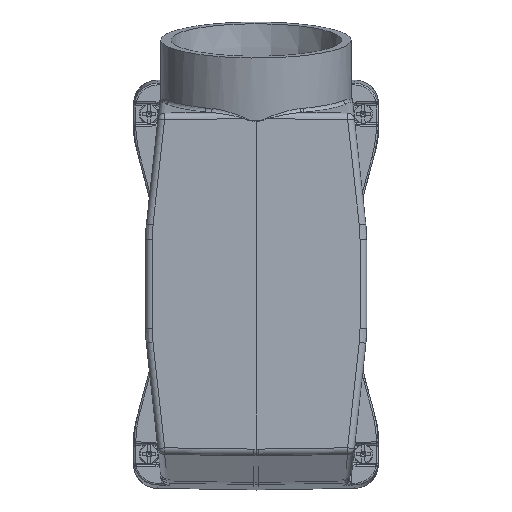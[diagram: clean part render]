
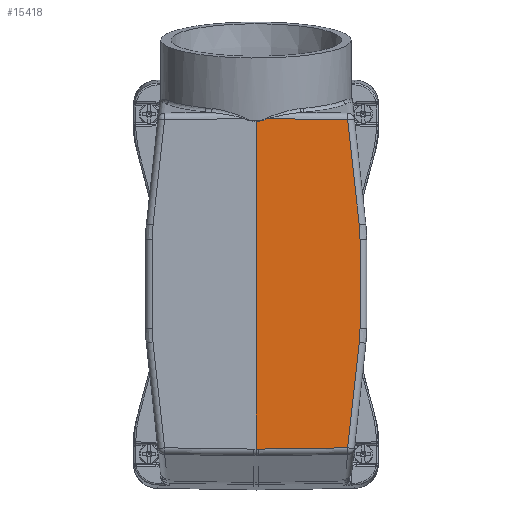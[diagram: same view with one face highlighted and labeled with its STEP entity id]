
A CAD part, top view. The second image highlights one B-rep face of the part: STEP entity #15418.
In plain terms, the highlighted planar face has unit normal (0.018, 0, 1).
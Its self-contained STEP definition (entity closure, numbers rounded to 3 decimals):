
#15355=AXIS2_PLACEMENT_3D('Plane Axis2P3D',#15352,#15353,#15354) ;
#10068=CARTESIAN_POINT('Line Origine',(61.551,-0.249,92.584)) ;
#10072=CARTESIAN_POINT('Vertex',(66.329,43.233,92.5)) ;
#10074=CARTESIAN_POINT('Vertex',(62.928,12.284,92.56)) ;
#10596=CARTESIAN_POINT('Vertex',(62.928,108.704,92.56)) ;
#10599=CARTESIAN_POINT('Line Origine',(66.551,75.738,92.496)) ;
#10603=CARTESIAN_POINT('Vertex',(66.329,77.755,92.5)) ;
#14496=CARTESIAN_POINT('Vertex',(36.022,11.904,93.029)) ;
#14526=CARTESIAN_POINT('Vertex',(36.022,108.293,93.029)) ;
#14572=CARTESIAN_POINT('Line Origine',(36.022,60.098,93.029)) ;
#14633=CARTESIAN_POINT('Control Point',(36.702,11.905,93.017)) ;
#14634=CARTESIAN_POINT('Control Point',(36.475,11.902,93.021)) ;
#14635=CARTESIAN_POINT('Control Point',(36.248,11.903,93.025)) ;
#14636=CARTESIAN_POINT('Control Point',(36.022,11.904,93.029)) ;
#14637=CARTESIAN_POINT('Vertex',(36.702,11.905,93.017)) ;
#15332=CARTESIAN_POINT('Control Point',(66.329,43.233,92.5)) ;
#15333=CARTESIAN_POINT('Control Point',(66.48,44.611,92.498)) ;
#15334=CARTESIAN_POINT('Control Point',(66.556,45.998,92.496)) ;
#15335=CARTESIAN_POINT('Control Point',(66.556,47.384,92.496)) ;
#15336=CARTESIAN_POINT('Vertex',(66.556,47.384,92.496)) ;
#15352=CARTESIAN_POINT('Axis2P3D Location',(36.022,63.726,93.029)) ;
#15358=CARTESIAN_POINT('Control Point',(36.52,108.272,93.021)) ;
#15359=CARTESIAN_POINT('Control Point',(37.111,108.274,93.01)) ;
#15360=CARTESIAN_POINT('Control Point',(37.701,108.355,93.)) ;
#15361=CARTESIAN_POINT('Control Point',(38.284,108.515,92.99)) ;
#15362=CARTESIAN_POINT('Control Point',(38.855,108.746,92.98)) ;
#15363=CARTESIAN_POINT('Control Point',(39.41,109.04,92.97)) ;
#15364=CARTESIAN_POINT('Control Point',(39.411,109.041,92.97)) ;
#15365=CARTESIAN_POINT('Control Point',(39.413,109.042,92.97)) ;
#15366=CARTESIAN_POINT('Control Point',(39.414,109.042,92.97)) ;
#15367=CARTESIAN_POINT('Vertex',(36.52,108.272,93.021)) ;
#15369=CARTESIAN_POINT('Vertex',(39.414,109.042,92.97)) ;
#15373=CARTESIAN_POINT('Control Point',(36.022,108.293,93.029)) ;
#15374=CARTESIAN_POINT('Control Point',(36.121,108.284,93.028)) ;
#15375=CARTESIAN_POINT('Control Point',(36.221,108.278,93.026)) ;
#15376=CARTESIAN_POINT('Control Point',(36.32,108.274,93.024)) ;
#15377=CARTESIAN_POINT('Control Point',(36.42,108.272,93.022)) ;
#15378=CARTESIAN_POINT('Control Point',(36.52,108.272,93.021)) ;
#15380=CARTESIAN_POINT('Line Origine',(49.815,12.095,92.789)) ;
#15385=CARTESIAN_POINT('Line Origine',(66.556,60.494,92.496)) ;
#15389=CARTESIAN_POINT('Vertex',(66.556,73.604,92.496)) ;
#15393=CARTESIAN_POINT('Control Point',(66.329,77.755,92.5)) ;
#15394=CARTESIAN_POINT('Control Point',(66.42,76.928,92.499)) ;
#15395=CARTESIAN_POINT('Control Point',(66.488,76.099,92.498)) ;
#15396=CARTESIAN_POINT('Control Point',(66.534,75.267,92.497)) ;
#15397=CARTESIAN_POINT('Control Point',(66.556,74.436,92.496)) ;
#15398=CARTESIAN_POINT('Control Point',(66.556,73.604,92.496)) ;
#15400=CARTESIAN_POINT('Line Origine',(51.171,108.873,92.765)) ;
#10069=DIRECTION('Vector Direction',(-0.109,-0.994,0.002)) ;
#10600=DIRECTION('Vector Direction',(0.109,-0.994,-0.002)) ;
#14573=DIRECTION('Vector Direction',(0.,-1.,0.)) ;
#15353=DIRECTION('Axis2P3D Direction',(0.017,0.,1.)) ;
#15354=DIRECTION('Axis2P3D XDirection',(-1.,0.,0.017)) ;
#15381=DIRECTION('Vector Direction',(-1.,-0.014,0.017)) ;
#15386=DIRECTION('Vector Direction',(0.,1.,0.)) ;
#15401=DIRECTION('Vector Direction',(1.,-0.014,-0.017)) ;
#10070=VECTOR('Line Direction',#10069,1.) ;
#10601=VECTOR('Line Direction',#10600,1.) ;
#14574=VECTOR('Line Direction',#14573,1.) ;
#15382=VECTOR('Line Direction',#15381,1.) ;
#15387=VECTOR('Line Direction',#15386,1.) ;
#15402=VECTOR('Line Direction',#15401,1.) ;
#15406=ORIENTED_EDGE('',*,*,#15371,.F.) ;
#15407=ORIENTED_EDGE('',*,*,#15379,.F.) ;
#15408=ORIENTED_EDGE('',*,*,#14576,.T.) ;
#15409=ORIENTED_EDGE('',*,*,#14639,.F.) ;
#15410=ORIENTED_EDGE('',*,*,#15384,.F.) ;
#15411=ORIENTED_EDGE('',*,*,#10076,.F.) ;
#15412=ORIENTED_EDGE('',*,*,#15338,.F.) ;
#15413=ORIENTED_EDGE('',*,*,#15391,.T.) ;
#15414=ORIENTED_EDGE('',*,*,#15399,.F.) ;
#15415=ORIENTED_EDGE('',*,*,#10605,.F.) ;
#15416=ORIENTED_EDGE('',*,*,#15404,.F.) ;
#15418=ADVANCED_FACE('HDC_10B_ABU_BP.1',(#15417),#15356,.T.) ;
#14632=B_SPLINE_CURVE_WITH_KNOTS('',3,(#14633,#14634,#14635,#14636),.UNSPECIFIED.,.F.,.U.,(4,4),(0.,0.978),.UNSPECIFIED.) ;
#15357=B_SPLINE_CURVE_WITH_KNOTS('',5,(#15358,#15359,#15360,#15361,#15362,#15363,#15364,#15365,#15366),.UNSPECIFIED.,.F.,.U.,(6,3,6),(0.,4.29,4.301),.UNSPECIFIED.) ;
#15372=B_SPLINE_CURVE_WITH_KNOTS('',5,(#15373,#15374,#15375,#15376,#15377,#15378),.UNSPECIFIED.,.F.,.U.,(6,6),(0.,0.705),.UNSPECIFIED.) ;
#15392=B_SPLINE_CURVE_WITH_KNOTS('',5,(#15393,#15394,#15395,#15396,#15397,#15398),.UNSPECIFIED.,.F.,.U.,(6,6),(0.,5.882),.UNSPECIFIED.) ;
#10076=EDGE_CURVE('',#10073,#10075,#10071,.T.) ;
#10605=EDGE_CURVE('',#10597,#10604,#10602,.T.) ;
#14576=EDGE_CURVE('',#14527,#14497,#14575,.T.) ;
#14639=EDGE_CURVE('',#14638,#14497,#14632,.T.) ;
#15338=EDGE_CURVE('',#15337,#10073,#15331,.F.) ;
#15371=EDGE_CURVE('',#15368,#15370,#15357,.T.) ;
#15379=EDGE_CURVE('',#14527,#15368,#15372,.T.) ;
#15384=EDGE_CURVE('',#10075,#14638,#15383,.T.) ;
#15391=EDGE_CURVE('',#15337,#15390,#15388,.T.) ;
#15399=EDGE_CURVE('',#10604,#15390,#15392,.T.) ;
#15404=EDGE_CURVE('',#15370,#10597,#15403,.T.) ;
#15405=EDGE_LOOP('',(#15406,#15407,#15408,#15409,#15410,#15411,#15412,#15413,#15414,#15415,#15416)) ;
#15417=FACE_OUTER_BOUND('',#15405,.T.) ;
#10071=LINE('Line',#10068,#10070) ;
#10602=LINE('Line',#10599,#10601) ;
#14575=LINE('Line',#14572,#14574) ;
#15383=LINE('Line',#15380,#15382) ;
#15388=LINE('Line',#15385,#15387) ;
#15403=LINE('Line',#15400,#15402) ;
#15356=PLANE('',#15355) ;
#10073=VERTEX_POINT('',#10072) ;
#10075=VERTEX_POINT('',#10074) ;
#10597=VERTEX_POINT('',#10596) ;
#10604=VERTEX_POINT('',#10603) ;
#14497=VERTEX_POINT('',#14496) ;
#14527=VERTEX_POINT('',#14526) ;
#14638=VERTEX_POINT('',#14637) ;
#15337=VERTEX_POINT('',#15336) ;
#15368=VERTEX_POINT('',#15367) ;
#15370=VERTEX_POINT('',#15369) ;
#15390=VERTEX_POINT('',#15389) ;
#15331=(BOUNDED_CURVE()B_SPLINE_CURVE(3,(#15332,#15333,#15334,#15335),.UNSPECIFIED.,.F.,.U.)B_SPLINE_CURVE_WITH_KNOTS((4,4),(0.19,4.491),.UNSPECIFIED.)CURVE()GEOMETRIC_REPRESENTATION_ITEM()RATIONAL_B_SPLINE_CURVE((1.,1.,1.,1.))REPRESENTATION_ITEM('')) ;
